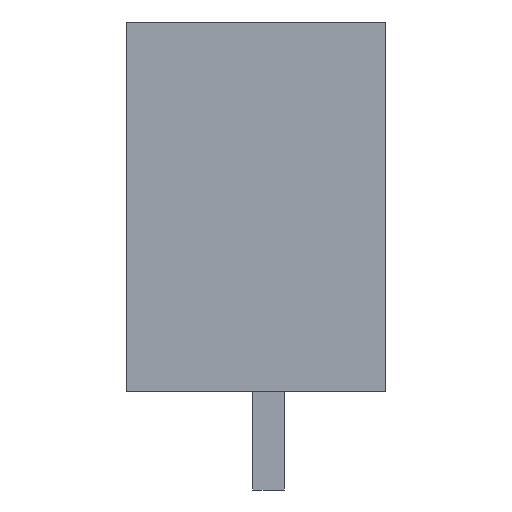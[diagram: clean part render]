
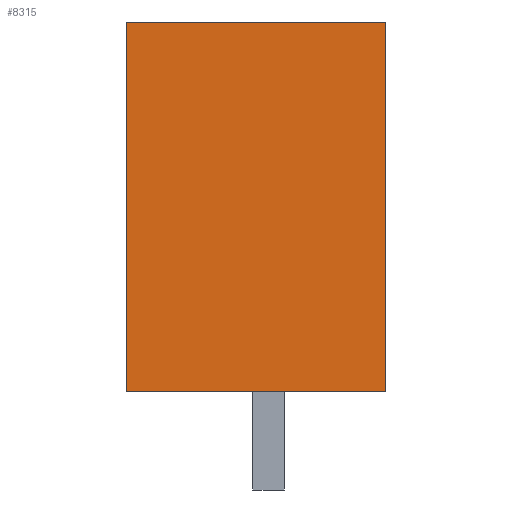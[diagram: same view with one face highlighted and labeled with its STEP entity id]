
A CAD part, left-side view. The second image highlights one B-rep face of the part: STEP entity #8315.
In plain terms, the highlighted planar face has unit normal (-1, 0, 0).
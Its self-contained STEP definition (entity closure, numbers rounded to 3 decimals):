
#8295=AXIS2_PLACEMENT_3D('Plane Axis2P3D',#8292,#8293,#8294) ;
#1885=CARTESIAN_POINT('Vertex',(0.,0.,3.2)) ;
#1888=CARTESIAN_POINT('Line Origine',(0.,4.215,3.2)) ;
#1892=CARTESIAN_POINT('Vertex',(0.,8.43,3.2)) ;
#8125=CARTESIAN_POINT('Line Origine',(0.,0.,9.2)) ;
#8129=CARTESIAN_POINT('Vertex',(0.,0.,15.2)) ;
#8292=CARTESIAN_POINT('Axis2P3D Location',(0.,8.43,15.2)) ;
#8297=CARTESIAN_POINT('Line Origine',(0.,4.215,15.2)) ;
#8301=CARTESIAN_POINT('Vertex',(0.,8.43,15.2)) ;
#8304=CARTESIAN_POINT('Line Origine',(0.,8.43,9.2)) ;
#1889=DIRECTION('Vector Direction',(0.,-1.,0.)) ;
#8126=DIRECTION('Vector Direction',(0.,0.,-1.)) ;
#8293=DIRECTION('Axis2P3D Direction',(-1.,0.,0.)) ;
#8294=DIRECTION('Axis2P3D XDirection',(0.,0.,1.)) ;
#8298=DIRECTION('Vector Direction',(0.,-1.,0.)) ;
#8305=DIRECTION('Vector Direction',(0.,0.,-1.)) ;
#1890=VECTOR('Line Direction',#1889,1.) ;
#8127=VECTOR('Line Direction',#8126,1.) ;
#8299=VECTOR('Line Direction',#8298,1.) ;
#8306=VECTOR('Line Direction',#8305,1.) ;
#8310=ORIENTED_EDGE('',*,*,#8303,.F.) ;
#8311=ORIENTED_EDGE('',*,*,#8308,.T.) ;
#8312=ORIENTED_EDGE('',*,*,#1894,.T.) ;
#8313=ORIENTED_EDGE('',*,*,#8131,.F.) ;
#8315=ADVANCED_FACE('HOUSING',(#8314),#8296,.T.) ;
#1894=EDGE_CURVE('',#1893,#1886,#1891,.T.) ;
#8131=EDGE_CURVE('',#8130,#1886,#8128,.T.) ;
#8303=EDGE_CURVE('',#8302,#8130,#8300,.T.) ;
#8308=EDGE_CURVE('',#8302,#1893,#8307,.T.) ;
#8309=EDGE_LOOP('',(#8310,#8311,#8312,#8313)) ;
#8314=FACE_OUTER_BOUND('',#8309,.T.) ;
#1891=LINE('Line',#1888,#1890) ;
#8128=LINE('Line',#8125,#8127) ;
#8300=LINE('Line',#8297,#8299) ;
#8307=LINE('Line',#8304,#8306) ;
#8296=PLANE('',#8295) ;
#1886=VERTEX_POINT('',#1885) ;
#1893=VERTEX_POINT('',#1892) ;
#8130=VERTEX_POINT('',#8129) ;
#8302=VERTEX_POINT('',#8301) ;
